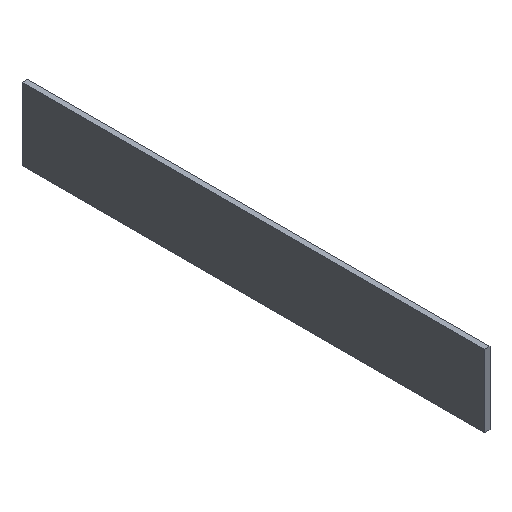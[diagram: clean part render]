
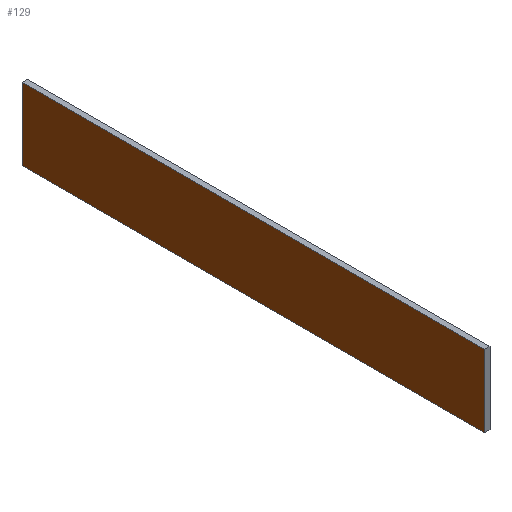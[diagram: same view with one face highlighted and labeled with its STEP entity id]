
A CAD part, isometric view. The second image highlights one B-rep face of the part: STEP entity #129.
In plain terms, the highlighted planar face has unit normal (-1, 0, 0).
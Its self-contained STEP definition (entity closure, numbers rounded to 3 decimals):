
#5 = AXIS2_PLACEMENT_3D ( 'NONE', #91, #62, #146 ) ;
#7 = VERTEX_POINT ( 'NONE', #157 ) ;
#12 = ORIENTED_EDGE ( 'NONE', *, *, #60, .F. ) ;
#13 = LINE ( 'NONE', #179, #159 ) ;
#17 = CARTESIAN_POINT ( 'NONE',  ( 524.201, -1135.837, 42. ) ) ;
#29 = VECTOR ( 'NONE', #138, 1000. ) ;
#34 = DIRECTION ( 'NONE',  ( 0., 0., -1. ) ) ;
#40 = VERTEX_POINT ( 'NONE', #164 ) ;
#56 = EDGE_LOOP ( 'NONE', ( #115, #81, #12, #172 ) ) ;
#57 = VERTEX_POINT ( 'NONE', #178 ) ;
#60 = EDGE_CURVE ( 'NONE', #40, #130, #92, .T. ) ;
#62 = DIRECTION ( 'NONE',  ( 1., 0., 0. ) ) ;
#77 = VECTOR ( 'NONE', #34, 1000. ) ;
#81 = ORIENTED_EDGE ( 'NONE', *, *, #133, .F. ) ;
#86 = PLANE ( 'NONE',  #5 ) ;
#88 = LINE ( 'NONE', #107, #119 ) ;
#91 = CARTESIAN_POINT ( 'NONE',  ( 524.201, -1135.837, 42. ) ) ;
#92 = LINE ( 'NONE', #17, #29 ) ;
#93 = LINE ( 'NONE', #121, #77 ) ;
#102 = EDGE_CURVE ( 'NONE', #7, #57, #88, .T. ) ;
#107 = CARTESIAN_POINT ( 'NONE',  ( 524.201, -1135.837, 0. ) ) ;
#115 = ORIENTED_EDGE ( 'NONE', *, *, #102, .T. ) ;
#119 = VECTOR ( 'NONE', #151, 1000. ) ;
#121 = CARTESIAN_POINT ( 'NONE',  ( 524.201, -1135.837, 42. ) ) ;
#123 = FACE_OUTER_BOUND ( 'NONE', #56, .T. ) ;
#129 = ADVANCED_FACE ( 'NONE', ( #123 ), #86, .F. ) ;
#130 = VERTEX_POINT ( 'NONE', #144 ) ;
#133 = EDGE_CURVE ( 'NONE', #130, #57, #13, .T. ) ;
#138 = DIRECTION ( 'NONE',  ( 0., -1., 0. ) ) ;
#144 = CARTESIAN_POINT ( 'NONE',  ( 524.201, -1405.359, 42. ) ) ;
#146 = DIRECTION ( 'NONE',  ( 0., 0., -1. ) ) ;
#151 = DIRECTION ( 'NONE',  ( 0., -1., 0. ) ) ;
#157 = CARTESIAN_POINT ( 'NONE',  ( 524.201, -1135.837, 0. ) ) ;
#159 = VECTOR ( 'NONE', #177, 1000. ) ;
#164 = CARTESIAN_POINT ( 'NONE',  ( 524.201, -1135.837, 42. ) ) ;
#167 = EDGE_CURVE ( 'NONE', #40, #7, #93, .T. ) ;
#172 = ORIENTED_EDGE ( 'NONE', *, *, #167, .T. ) ;
#177 = DIRECTION ( 'NONE',  ( 0., 0., -1. ) ) ;
#178 = CARTESIAN_POINT ( 'NONE',  ( 524.201, -1405.359, 0. ) ) ;
#179 = CARTESIAN_POINT ( 'NONE',  ( 524.201, -1405.359, 42. ) ) ;
